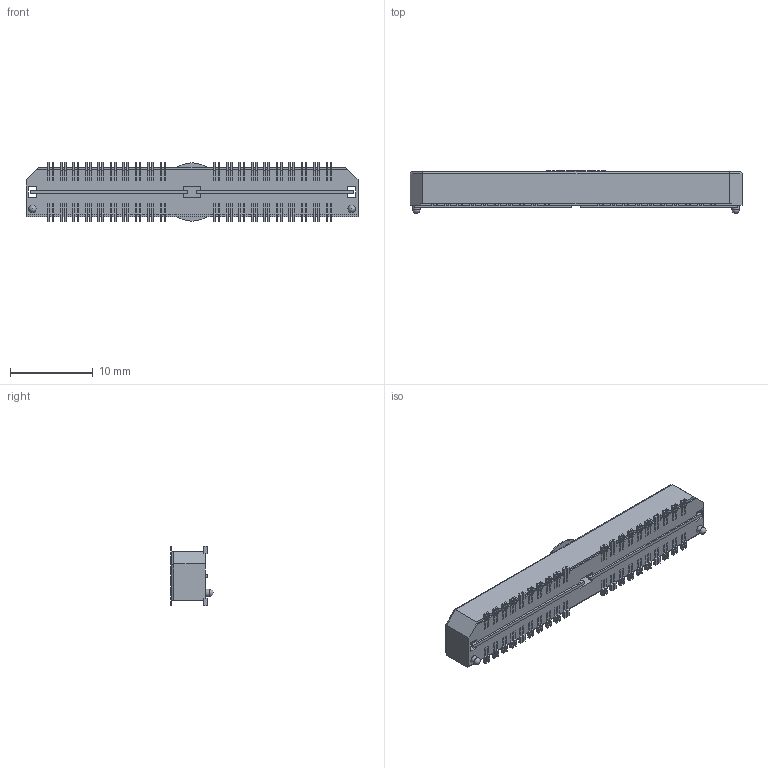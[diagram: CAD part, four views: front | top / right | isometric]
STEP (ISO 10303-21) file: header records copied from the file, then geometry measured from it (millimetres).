
FILE_DESCRIPTION(/* description */ ('STEP AP214'),/* implementation_level */ '2;1');
FILE_NAME(/* name */ 'QTH-040-01-L-D-DP-A-K-TR',/* time_stamp */ '2025-06-04T22:24:35+02:00',/* author */ ('License CC BY-ND 4.0'),/* organization */ ('CADENAS'),/* preprocessor_version */ 'ST-DEVELOPER v19.3',/* originating_system */ 'PARTsolutions',/* authorisation */ ' ');
FILE_SCHEMA (('AUTOMOTIVE_DESIGN {1 0 10303 214 3 1 1}'));
Length unit declared in the file: inch
Products named in the file (6): QTH-040-01-L-D-DP-A-K-TR; TQTH-040-01-L-D-DP-A-K-TR_terminal; T-1S39-01(-040-01-D-DP-L)_pin; T-1S39-01(-040-01-D-DP)_pin2; T-1G1-01_imp; QTH-Kapton_pad
Assembly tree (8 placements, depth 2):
  QTH-040-01-L-D-DP-A-K-TR
    TQTH-040-01-L-D-DP-A-K-TR_terminal
    T-1S39-01(-040-01-D-DP-L)_pin  x2
    T-1S39-01(-040-01-D-DP)_pin2  x2
    T-1G1-01_imp  x2
    QTH-Kapton_pad
Bounding box: 40.01 x 5.16 x 7.11 mm (x, y, z)
Volume: 669.3 mm3; surface area: 2717.9 mm2
Topology: 8 solids, 8 shells, 2137 faces, 6349 edges, 4228 vertices
Faces by surface type: plane 2048, cylinder 87, sphere 2
Full cylindrical faces by diameter (mm): 0.889 x2, 7.01 x1
Entity records: 43270 total; most frequent: CARTESIAN_POINT 7808, ORIENTED_EDGE 7784, DIRECTION 6634, EDGE_CURVE 3892, LINE 3798, VECTOR 3798, VERTEX_POINT 2592, AXIS2_PLACEMENT_3D 1418
